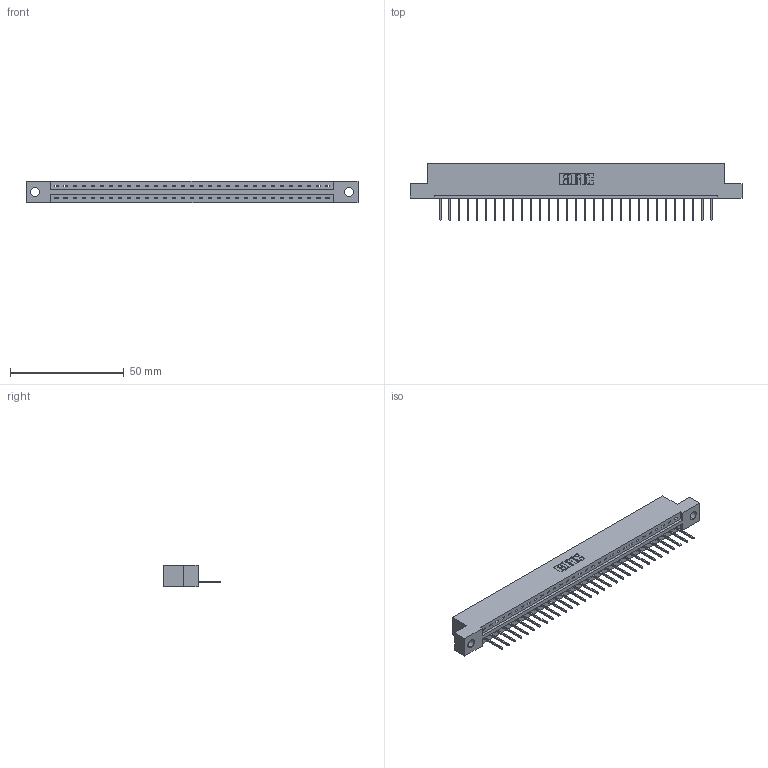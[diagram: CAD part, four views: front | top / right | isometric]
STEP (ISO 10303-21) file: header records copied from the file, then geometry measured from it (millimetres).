
FILE_DESCRIPTION (( 'STEP AP203' ), '1' );
FILE_NAME ('337-031-523-104.STEP', '2019-10-01T01:04:16', ( '' ), ( '' ), 'SwSTEP 2.0', 'SolidWorks 2016', '' );
FILE_SCHEMA (( 'CONFIG_CONTROL_DESIGN' ));
Length unit declared in the file: inch
Products named in the file (3): 345-292-001_345-293-123; 337 Part_Flush Mounting Lugs - 0.156 Dia-TH; 337-031-523-104
Assembly tree (32 placements, depth 2):
  337-031-523-104
    337 Part_Flush Mounting Lugs - 0.156 Dia-TH
    345-292-001_345-293-123  x31
Bounding box: 145.85 x 25.15 x 9.4 mm (x, y, z)
Volume: 14920.8 mm3; surface area: 15180 mm2
Topology: 32 solids, 32 shells, 2036 faces, 6139 edges, 4050 vertices
Faces by surface type: plane 1496, cylinder 540
Entity records: 24487 total; most frequent: CARTESIAN_POINT 4271, ORIENTED_EDGE 4238, DIRECTION 3617, EDGE_CURVE 2119, VECTOR 1991, LINE 1991, VERTEX_POINT 1410, AXIS2_PLACEMENT_3D 813
